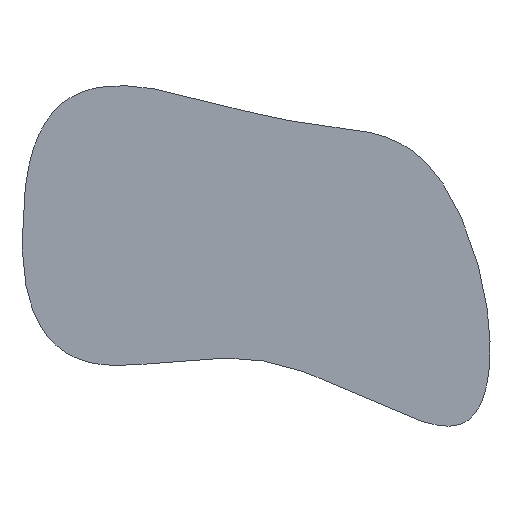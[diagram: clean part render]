
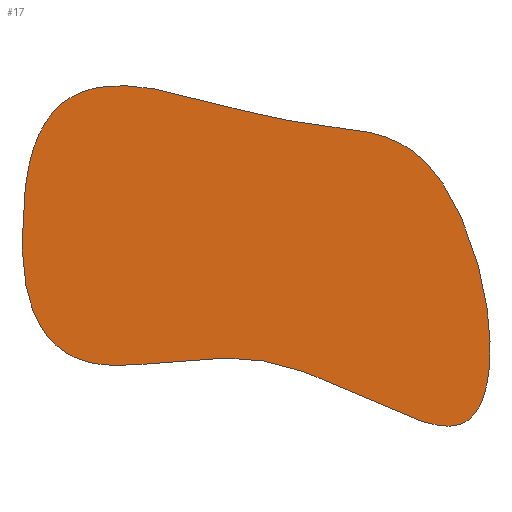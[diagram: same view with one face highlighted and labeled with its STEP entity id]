
A CAD part, top view. The second image highlights one B-rep face of the part: STEP entity #17.
In plain terms, the highlighted planar face has unit normal (0, 0, -1).
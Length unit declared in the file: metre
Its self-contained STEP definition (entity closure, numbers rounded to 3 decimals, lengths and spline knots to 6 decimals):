
#17 = ADVANCED_FACE('',(#18),#36,.T.);
#18 = FACE_BOUND('',#19,.F.);
#19 = EDGE_LOOP('',(#20));
#20 = ORIENTED_EDGE('',*,*,#21,.T.);
#21 = EDGE_CURVE('',#22,#22,#24,.T.);
#22 = VERTEX_POINT('',#23);
#23 = CARTESIAN_POINT('',(-0.000473,0.000165,0.));
#24 = SURFACE_CURVE('',#25,(#35),.PCURVE_S1.);
#25 = B_SPLINE_CURVE_WITH_KNOTS('',3,(#26,#27,#28,#29,#30,#31,#32,#33,
    #34),.UNSPECIFIED.,.T.,.F.,(1,1,2,1,1,1,1,1,2,1,1),(-0.574541,
    -0.371453,0.,0.263933,0.520878,0.808151,
    1.190528,1.393615,1.765068,2.029001,
    2.285946),.UNSPECIFIED.);
#26 = CARTESIAN_POINT('',(-0.000445,0.000389,0.));
#27 = CARTESIAN_POINT('',(-0.000492,0.000005,0.));
#28 = CARTESIAN_POINT('',(-0.000411,-0.000137,0.));
#29 = CARTESIAN_POINT('',(-0.000119,-0.000023,0.));
#30 = CARTESIAN_POINT('',(0.000249,-0.00032,0.));
#31 = CARTESIAN_POINT('',(0.000157,0.000264,0.));
#32 = CARTESIAN_POINT('',(-0.000156,0.000233,0.));
#33 = CARTESIAN_POINT('',(-0.000445,0.000389,0.));
#34 = CARTESIAN_POINT('',(-0.000492,0.000005,0.));
#35 = PCURVE('',#36,#41);
#36 = PLANE('',#37);
#37 = AXIS2_PLACEMENT_3D('',#38,#39,#40);
#38 = CARTESIAN_POINT('',(-0.000445,0.000389,0.));
#39 = DIRECTION('',(0.,0.,-1.));
#40 = DIRECTION('',(-1.,0.,0.));
#41 = DEFINITIONAL_REPRESENTATION('',(#42),#52);
#42 = B_SPLINE_CURVE_WITH_KNOTS('',3,(#43,#44,#45,#46,#47,#48,#49,#50,
    #51),.UNSPECIFIED.,.F.,.F.,(1,1,2,1,1,1,1,1,2,1,1),(-0.574541,
    -0.371453,0.,0.263933,0.520878,0.808151,
    1.190528,1.393615,1.765068,2.029001,
    2.285946),.UNSPECIFIED.);
#43 = CARTESIAN_POINT('',(0.,0.));
#44 = CARTESIAN_POINT('',(0.,0.));
#45 = CARTESIAN_POINT('',(0.,-0.001));
#46 = CARTESIAN_POINT('',(0.,0.));
#47 = CARTESIAN_POINT('',(-0.001,-0.001));
#48 = CARTESIAN_POINT('',(-0.001,0.));
#49 = CARTESIAN_POINT('',(0.,0.));
#50 = CARTESIAN_POINT('',(0.,0.));
#51 = CARTESIAN_POINT('',(0.,0.));
#52 = ( GEOMETRIC_REPRESENTATION_CONTEXT(2) 
PARAMETRIC_REPRESENTATION_CONTEXT() REPRESENTATION_CONTEXT('2D SPACE',''
  ) );
